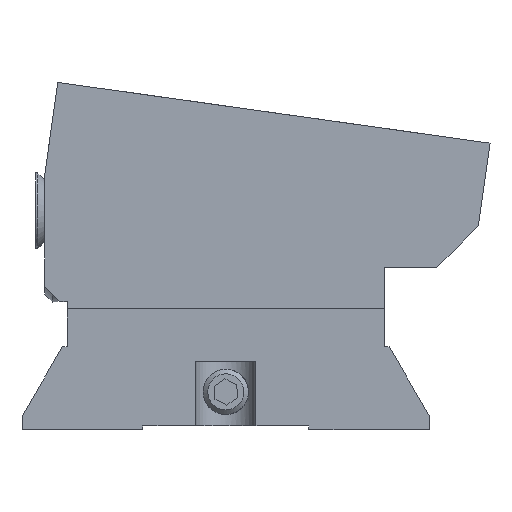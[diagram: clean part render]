
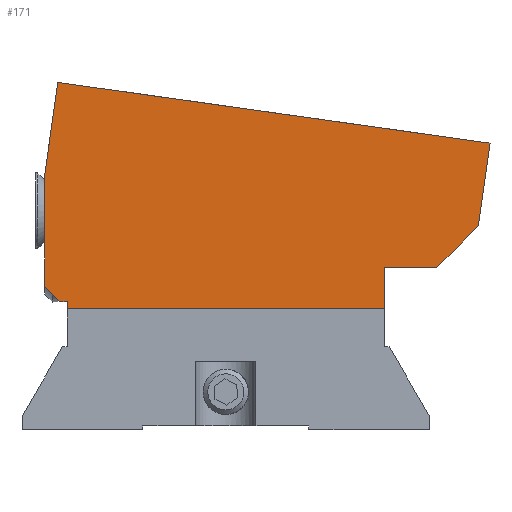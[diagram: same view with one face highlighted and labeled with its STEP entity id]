
A CAD part, left-side view. The second image highlights one B-rep face of the part: STEP entity #171.
In plain terms, the highlighted planar face has unit normal (-1, 0, 0).
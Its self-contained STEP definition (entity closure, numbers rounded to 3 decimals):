
#101=PLANE('',#1738);
#171=ADVANCED_FACE('',(#273),#101,.F.);
#273=FACE_OUTER_BOUND('',#360,.T.);
#360=EDGE_LOOP('',(#768,#769,#770,#771,#772,#773,#774,#775,#776,#777,#778));
#768=ORIENTED_EDGE('',*,*,#1197,.T.);
#769=ORIENTED_EDGE('',*,*,#1190,.T.);
#770=ORIENTED_EDGE('',*,*,#1188,.T.);
#771=ORIENTED_EDGE('',*,*,#1184,.T.);
#772=ORIENTED_EDGE('',*,*,#1179,.F.);
#773=ORIENTED_EDGE('',*,*,#1182,.T.);
#774=ORIENTED_EDGE('',*,*,#1104,.T.);
#775=ORIENTED_EDGE('',*,*,#1245,.T.);
#776=ORIENTED_EDGE('',*,*,#1112,.T.);
#777=ORIENTED_EDGE('',*,*,#1243,.T.);
#778=ORIENTED_EDGE('',*,*,#1270,.T.);
#947=VERTEX_POINT('',#2291);
#948=VERTEX_POINT('',#2293);
#955=VERTEX_POINT('',#2317);
#956=VERTEX_POINT('',#2319);
#1002=VERTEX_POINT('',#2446);
#1005=VERTEX_POINT('',#2452);
#1006=VERTEX_POINT('',#2461);
#1009=VERTEX_POINT('',#2469);
#1010=VERTEX_POINT('',#2473);
#1013=VERTEX_POINT('',#2480);
#1047=VERTEX_POINT('',#2575);
#1104=EDGE_CURVE('',#948,#947,#1325,.T.);
#1112=EDGE_CURVE('',#956,#955,#1329,.T.);
#1179=EDGE_CURVE('',#1005,#1002,#1375,.T.);
#1182=EDGE_CURVE('',#1005,#948,#1377,.T.);
#1184=EDGE_CURVE('',#1006,#1002,#1379,.T.);
#1188=EDGE_CURVE('',#1009,#1006,#1383,.T.);
#1190=EDGE_CURVE('',#1010,#1009,#1385,.T.);
#1197=EDGE_CURVE('',#1013,#1010,#1392,.T.);
#1243=EDGE_CURVE('',#955,#1047,#1435,.T.);
#1245=EDGE_CURVE('',#947,#956,#1436,.T.);
#1270=EDGE_CURVE('',#1047,#1013,#1453,.T.);
#1325=LINE('',#2292,#1490);
#1329=LINE('',#2318,#1494);
#1375=LINE('',#2453,#1540);
#1377=LINE('',#2457,#1542);
#1379=LINE('',#2460,#1544);
#1383=LINE('',#2468,#1548);
#1385=LINE('',#2472,#1550);
#1392=LINE('',#2486,#1557);
#1435=LINE('',#2576,#1600);
#1436=LINE('',#2580,#1601);
#1453=LINE('',#2747,#1618);
#1490=VECTOR('',#1823,1.);
#1494=VECTOR('',#1835,1.);
#1540=VECTOR('',#1951,1.);
#1542=VECTOR('',#1957,1.);
#1544=VECTOR('',#1961,1.);
#1548=VECTOR('',#1967,1.);
#1550=VECTOR('',#1971,1.);
#1557=VECTOR('',#1980,1.);
#1600=VECTOR('',#2053,1.);
#1601=VECTOR('',#2058,1.);
#1618=VECTOR('',#2103,1.);
#1738=AXIS2_PLACEMENT_3D('',#2749,#2106,#2107);
#1823=DIRECTION('',(0.,0.,-1.));
#1835=DIRECTION('',(0.,-1.,0.));
#1951=DIRECTION('',(0.,-0.99,-0.139));
#1957=DIRECTION('',(0.,0.139,-0.99));
#1961=DIRECTION('',(0.,-0.139,0.99));
#1967=DIRECTION('',(0.,-0.707,0.707));
#1971=DIRECTION('',(0.,-1.,0.));
#1980=DIRECTION('',(0.,0.,1.));
#2053=DIRECTION('',(0.,0.,-1.));
#2058=DIRECTION('',(0.,-0.707,-0.707));
#2103=DIRECTION('',(0.,-1.,0.));
#2106=DIRECTION('',(1.,0.,0.));
#2107=DIRECTION('',(0.,0.,-1.));
#2291=CARTESIAN_POINT('',(-44.,24.,19.));
#2292=CARTESIAN_POINT('',(-44.,24.,19.));
#2293=CARTESIAN_POINT('',(-44.,24.,33.676));
#2317=CARTESIAN_POINT('',(-44.,21.,17.));
#2318=CARTESIAN_POINT('',(-44.,21.,17.));
#2319=CARTESIAN_POINT('',(-44.,22.,17.));
#2446=CARTESIAN_POINT('',(-44.,-35.,37.952));
#2452=CARTESIAN_POINT('',(-44.,22.268,46.));
#2453=CARTESIAN_POINT('',(-44.,45.328,49.241));
#2457=CARTESIAN_POINT('',(-44.,24.,33.676));
#2460=CARTESIAN_POINT('',(-44.,-35.,37.952));
#2461=CARTESIAN_POINT('',(-44.,-33.461,27.));
#2468=CARTESIAN_POINT('',(-44.,-33.461,27.));
#2469=CARTESIAN_POINT('',(-44.,-27.961,21.5));
#2472=CARTESIAN_POINT('',(-44.,-27.961,21.5));
#2473=CARTESIAN_POINT('',(-44.,-21.,21.5));
#2480=CARTESIAN_POINT('',(-44.,-21.,16.));
#2486=CARTESIAN_POINT('',(-44.,-21.,21.5));
#2575=CARTESIAN_POINT('',(-44.,21.,16.));
#2576=CARTESIAN_POINT('',(-44.,21.,11.));
#2580=CARTESIAN_POINT('',(-44.,22.,17.));
#2747=CARTESIAN_POINT('',(-44.,50.,16.));
#2749=CARTESIAN_POINT('',(-44.,50.,16.));
